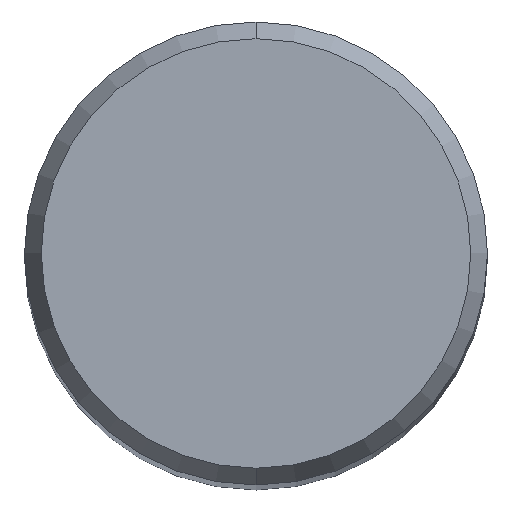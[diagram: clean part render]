
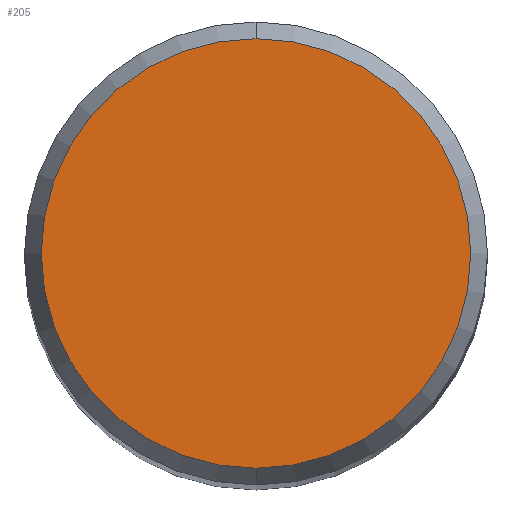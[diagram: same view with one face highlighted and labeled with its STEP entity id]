
A CAD part, top view. The second image highlights one B-rep face of the part: STEP entity #205.
In plain terms, the highlighted planar face has unit normal (0, 0, 1).
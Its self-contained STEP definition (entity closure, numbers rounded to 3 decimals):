
#153=VERTEX_POINT('',#308);
#161=EDGE_CURVE('',#227,#153,#317,.T.);
#205=ADVANCED_FACE('',(#370),#371,.T.);
#213=EDGE_CURVE('',#153,#227,#380,.T.);
#227=VERTEX_POINT('',#395);
#308=CARTESIAN_POINT('',(0.,-2.946,0.0));
#317=CIRCLE('',#498,2.946);
#370=FACE_OUTER_BOUND('',#561,.T.);
#371=PLANE('',#562);
#380=CIRCLE('',#573,2.946);
#395=CARTESIAN_POINT('',(0.0,2.946,0.0));
#498=AXIS2_PLACEMENT_3D('',#668,#669,#670);
#561=EDGE_LOOP('',(#760,#761));
#562=AXIS2_PLACEMENT_3D('',#762,#763,#764);
#573=AXIS2_PLACEMENT_3D('',#776,#777,#778);
#668=CARTESIAN_POINT('',(0.0,0.0,0.0));
#669=DIRECTION('',(0.0,0.0,-1.0));
#670=DIRECTION('',(0.0,1.0,0.0));
#760=ORIENTED_EDGE('',*,*,#161,.F.);
#761=ORIENTED_EDGE('',*,*,#213,.F.);
#762=CARTESIAN_POINT('',(0.0,1.473,0.0));
#763=DIRECTION('',(-0.0,0.0,1.0));
#764=DIRECTION('',(0.0,-1.0,0.0));
#776=CARTESIAN_POINT('',(0.0,0.0,0.0));
#777=DIRECTION('',(0.0,0.0,-1.0));
#778=DIRECTION('',(0.0,1.0,0.0));
